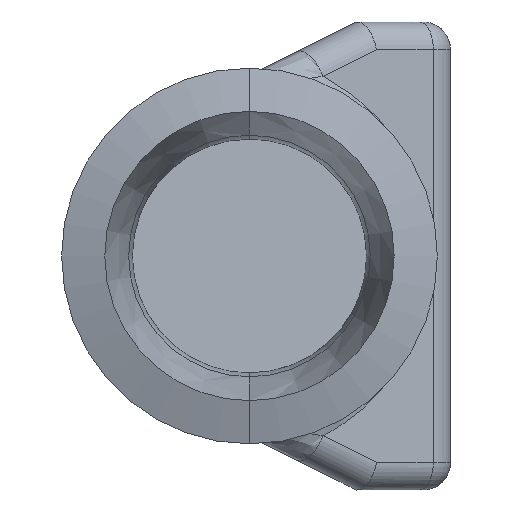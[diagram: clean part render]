
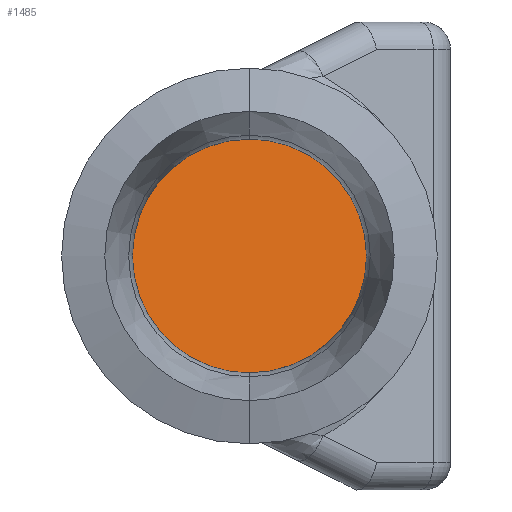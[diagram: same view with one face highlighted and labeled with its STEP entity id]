
A CAD part, left-side view. The second image highlights one B-rep face of the part: STEP entity #1485.
In plain terms, the highlighted planar face has unit normal (-0.866, -0.5, 0).
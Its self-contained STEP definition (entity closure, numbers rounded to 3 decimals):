
#92 = ORIENTED_EDGE ( 'NONE', *, *, #792, .T. ) ;
#116 = CARTESIAN_POINT ( 'NONE',  ( 98.395, 0., -8.5 ) ) ;
#199 = VERTEX_POINT ( 'NONE', #699 ) ;
#233 = CARTESIAN_POINT ( 'NONE',  ( 88.58, 17., -8.5 ) ) ;
#352 = VERTEX_POINT ( 'NONE', #1264 ) ;
#376 = ORIENTED_EDGE ( 'NONE', *, *, #1555, .T. ) ;
#545 = EDGE_LOOP ( 'NONE', ( #92, #376 ) ) ;
#589 = FACE_OUTER_BOUND ( 'NONE', #545, .T. ) ;
#630 = CARTESIAN_POINT ( 'NONE',  ( 98.395, 0., 8.5 ) ) ;
#699 = CARTESIAN_POINT ( 'NONE',  ( 98.395, 0., 8.5 ) ) ;
#727 = CARTESIAN_POINT ( 'NONE',  ( 98.395, 0., 8.5 ) ) ;
#792 = EDGE_CURVE ( 'NONE', #199, #352, #1186, .T. ) ;
#852 = CARTESIAN_POINT ( 'NONE',  ( 108.21, -17., -8.5 ) ) ;
#917 = PLANE ( 'NONE',  #1502 ) ;
#1186 =( BOUNDED_CURVE ( )  B_SPLINE_CURVE ( 3, ( #727, #1369, #233, #116 ),
 .UNSPECIFIED., .F., .T. ) 
 B_SPLINE_CURVE_WITH_KNOTS ( ( 4, 4 ),
 ( 4.712, 7.854 ),
 .UNSPECIFIED. ) 
 CURVE ( )  GEOMETRIC_REPRESENTATION_ITEM ( )  RATIONAL_B_SPLINE_CURVE ( ( 1., 0.333, 0.333, 1. ) ) 
 REPRESENTATION_ITEM ( '' )  );
#1230 = CARTESIAN_POINT ( 'NONE',  ( 108.21, -17., 8.5 ) ) ;
#1264 = CARTESIAN_POINT ( 'NONE',  ( 98.395, 0., -8.5 ) ) ;
#1302 = DIRECTION ( 'NONE',  ( -0.866, -0.5, 0. ) ) ;
#1369 = CARTESIAN_POINT ( 'NONE',  ( 88.58, 17., 8.5 ) ) ;
#1485 = ADVANCED_FACE ( 'NONE', ( #589 ), #917, .T. ) ;
#1502 = AXIS2_PLACEMENT_3D ( 'NONE', #1557, #1302, #1550 ) ;
#1508 = CARTESIAN_POINT ( 'NONE',  ( 98.395, 0., -8.5 ) ) ;
#1519 =( BOUNDED_CURVE ( )  B_SPLINE_CURVE ( 3, ( #1508, #852, #1230, #630 ),
 .UNSPECIFIED., .F., .T. ) 
 B_SPLINE_CURVE_WITH_KNOTS ( ( 4, 4 ),
 ( 1.571, 4.712 ),
 .UNSPECIFIED. ) 
 CURVE ( )  GEOMETRIC_REPRESENTATION_ITEM ( )  RATIONAL_B_SPLINE_CURVE ( ( 1., 0.333, 0.333, 1. ) ) 
 REPRESENTATION_ITEM ( '' )  );
#1550 = DIRECTION ( 'NONE',  ( 0.5, -0.866, 0. ) ) ;
#1555 = EDGE_CURVE ( 'NONE', #352, #199, #1519, .T. ) ;
#1557 = CARTESIAN_POINT ( 'NONE',  ( 106.392, -13.85, -48.485 ) ) ;
